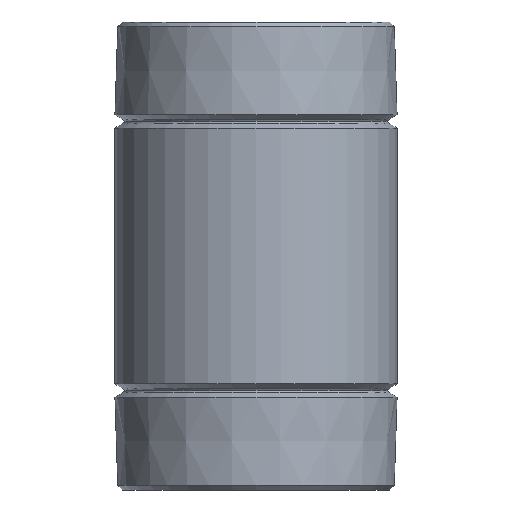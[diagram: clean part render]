
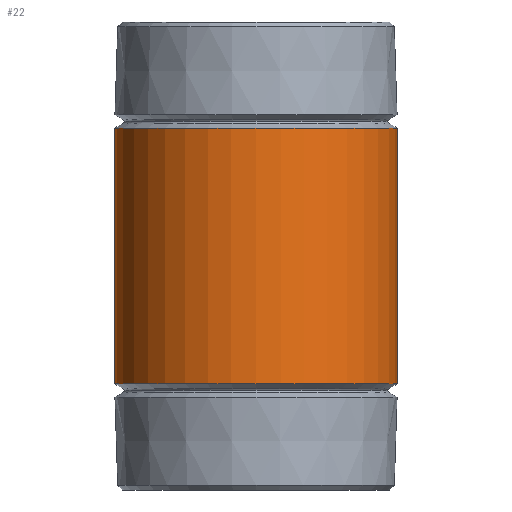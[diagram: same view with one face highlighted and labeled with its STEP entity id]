
A CAD part, front view. The second image highlights one B-rep face of the part: STEP entity #22.
In plain terms, the highlighted cylindrical face has radius 24.15 mm (diameter 48.3 mm), a partial arc.
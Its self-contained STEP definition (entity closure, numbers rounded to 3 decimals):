
#16 = EDGE_CURVE ( 'NONE', #47, #92, #309, .T. ) ;
#22 = ADVANCED_FACE ( 'NONE', ( #246 ), #245, .T. ) ;
#23 = EDGE_LOOP ( 'NONE', ( #24, #25, #476, #477 ) ) ;
#24 = ORIENTED_EDGE ( 'NONE', *, *, #16, .F. ) ;
#25 = ORIENTED_EDGE ( 'NONE', *, *, #26, .F. ) ;
#26 = EDGE_CURVE ( 'NONE', #111, #47, #244, .T. ) ;
#47 = VERTEX_POINT ( 'NONE', #330 ) ;
#92 = VERTEX_POINT ( 'NONE', #294 ) ;
#102 = VERTEX_POINT ( 'NONE', #282 ) ;
#111 = VERTEX_POINT ( 'NONE', #505 ) ;
#236 = DIRECTION ( 'NONE',  ( 1., 0., 0. ) ) ;
#237 = DIRECTION ( 'NONE',  ( 0., 0., -1. ) ) ;
#238 = CARTESIAN_POINT ( 'NONE',  ( 0., 0., -61.846 ) ) ;
#239 = AXIS2_PLACEMENT_3D ( 'NONE', #238, #237, #236 ) ;
#240 = DIRECTION ( 'NONE',  ( 1., 0., 0. ) ) ;
#241 = DIRECTION ( 'NONE',  ( 0., 0., 1. ) ) ;
#242 = CARTESIAN_POINT ( 'NONE',  ( 0., 0., 0. ) ) ;
#243 = AXIS2_PLACEMENT_3D ( 'NONE', #242, #241, #240 ) ;
#244 = CIRCLE ( 'NONE', #239, 24.15 ) ;
#245 = CYLINDRICAL_SURFACE ( 'NONE', #243, 24.15 ) ;
#246 = FACE_OUTER_BOUND ( 'NONE', #23, .T. ) ;
#282 = CARTESIAN_POINT ( 'NONE',  ( 24.15, 0., -18.154 ) ) ;
#294 = CARTESIAN_POINT ( 'NONE',  ( -24.15, 0., -18.154 ) ) ;
#306 = DIRECTION ( 'NONE',  ( 0., 0., 1. ) ) ;
#307 = VECTOR ( 'NONE', #306, 1000. ) ;
#308 = CARTESIAN_POINT ( 'NONE',  ( -24.15, 0., 0. ) ) ;
#309 = LINE ( 'NONE', #308, #307 ) ;
#330 = CARTESIAN_POINT ( 'NONE',  ( -24.15, 0., -61.846 ) ) ;
#469 = EDGE_CURVE ( 'NONE', #111, #102, #734, .T. ) ;
#476 = ORIENTED_EDGE ( 'NONE', *, *, #469, .T. ) ;
#477 = ORIENTED_EDGE ( 'NONE', *, *, #478, .F. ) ;
#478 = EDGE_CURVE ( 'NONE', #92, #102, #753, .T. ) ;
#505 = CARTESIAN_POINT ( 'NONE',  ( 24.15, 0., -61.846 ) ) ;
#733 = CARTESIAN_POINT ( 'NONE',  ( 24.15, 0., 0. ) ) ;
#734 = LINE ( 'NONE', #733, #755 ) ;
#747 = CARTESIAN_POINT ( 'NONE',  ( 0., 0., -18.154 ) ) ;
#748 = AXIS2_PLACEMENT_3D ( 'NONE', #747, #758, #757 ) ;
#753 = CIRCLE ( 'NONE', #748, 24.15 ) ;
#754 = DIRECTION ( 'NONE',  ( 0., 0., 1. ) ) ;
#755 = VECTOR ( 'NONE', #754, 1000. ) ;
#757 = DIRECTION ( 'NONE',  ( -1., 0., 0. ) ) ;
#758 = DIRECTION ( 'NONE',  ( 0., 0., 1. ) ) ;
